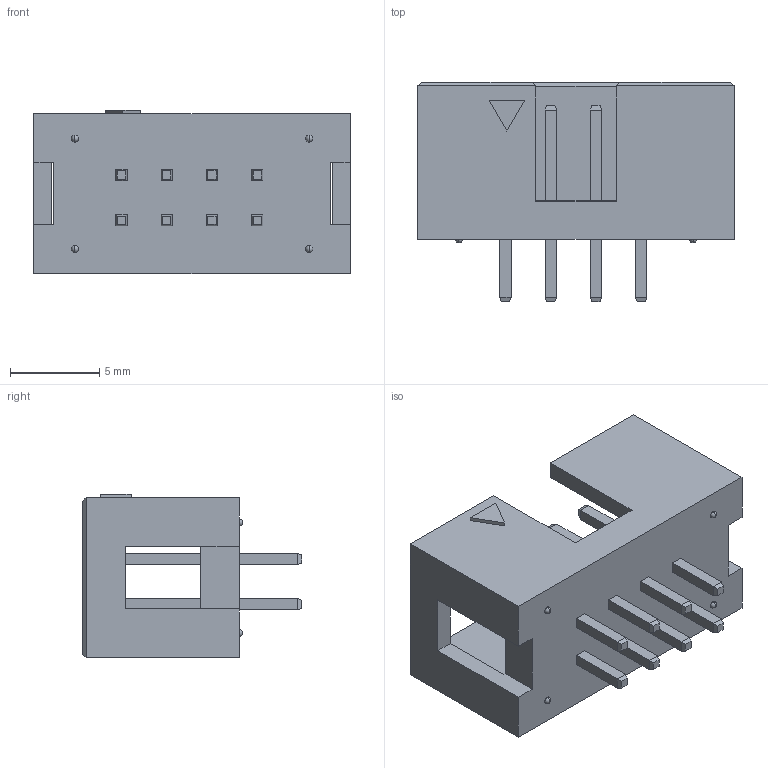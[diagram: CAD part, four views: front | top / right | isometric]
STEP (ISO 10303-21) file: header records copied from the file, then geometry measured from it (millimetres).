
FILE_DESCRIPTION (( 'STEP AP214' ), '1' );
FILE_NAME ('conector IDC2_54-2x4p.STEP', '2021-10-18T17:49:00', ( '' ), ( '' ), 'SwSTEP 2.0', 'SolidWorks 2020', '' );
FILE_SCHEMA (( 'AUTOMOTIVE_DESIGN' ));
Length unit declared in the file: millimetre
Products named in the file (3): conector IDC2_54-2x4p; conector IDC2_54-2x4p_carcasa; pin 0_64x11
Assembly tree (9 placements, depth 2):
  conector IDC2_54-2x4p
    conector IDC2_54-2x4p_carcasa
    pin 0_64x11  x8
Bounding box: 17.76 x 12.3 x 9.2 mm (x, y, z)
Volume: 623.4 mm3; surface area: 1268.7 mm2
Topology: 9 solids, 9 shells, 192 faces, 463 edges, 282 vertices
Faces by surface type: plane 184, sphere 8
Entity records: 3069 total; most frequent: CARTESIAN_POINT 519, ORIENTED_EDGE 502, DIRECTION 479, EDGE_CURVE 251, VECTOR 235, LINE 235, VERTEX_POINT 162, AXIS2_PLACEMENT_3D 122
